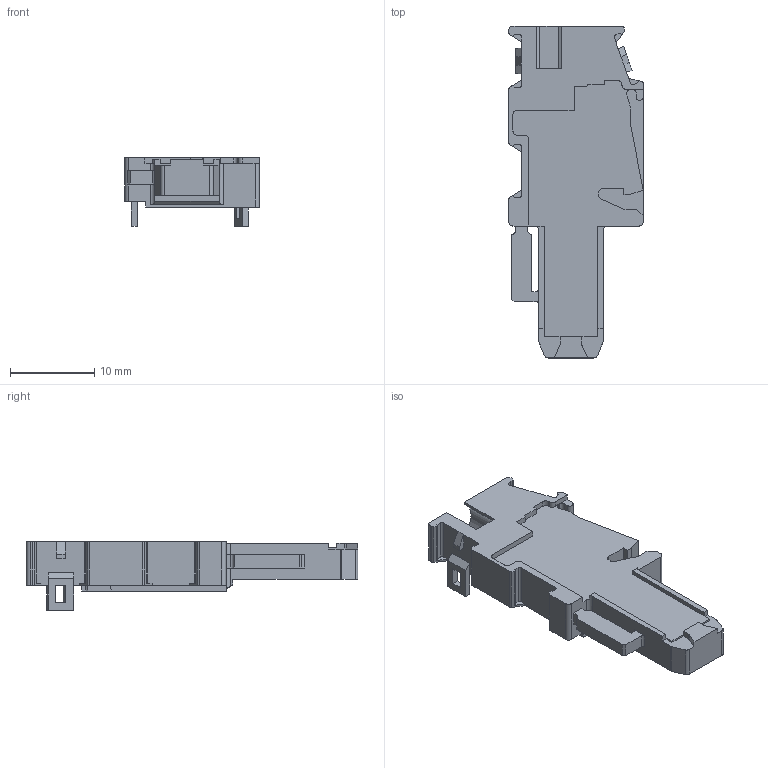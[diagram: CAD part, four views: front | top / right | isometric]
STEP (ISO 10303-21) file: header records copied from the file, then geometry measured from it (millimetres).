
FILE_DESCRIPTION((''),'2;1');
FILE_NAME('UJ6-2_5VP_M','2022-12-05T',('Administrator'),(''),'PRO/ENGINEER BY PARAMETRIC TECHNOLOGY CORPORATION, 2013230','PRO/ENGINEER BY PARAMETRIC TECHNOLOGY CORPORATION, 2013230','');
FILE_SCHEMA(('AUTOMOTIVE_DESIGN { 1 0 10303 214 1 1 1 1 }'));
Length unit declared in the file: millimetre
Products named in the file (1): UJ6-2_5VP_M
Bounding box: 16 x 39.5 x 8.2 mm (x, y, z)
Surface area: 1808.6 mm2 (no closed solid volume)
Topology: 0 solids, 1 shells, 194 faces, 578 edges, 384 vertices
Faces by surface type: plane 144, cylinder 48, cone 2
Entity records: 8279 total; most frequent: CARTESIAN_POINT 1167, ORIENTED_EDGE 1156, DIRECTION 1074, PRESENTATION_STYLE_ASSIGNMENT 579, STYLED_ITEM 579, CURVE_STYLE 578, EDGE_CURVE 578, VECTOR 466
